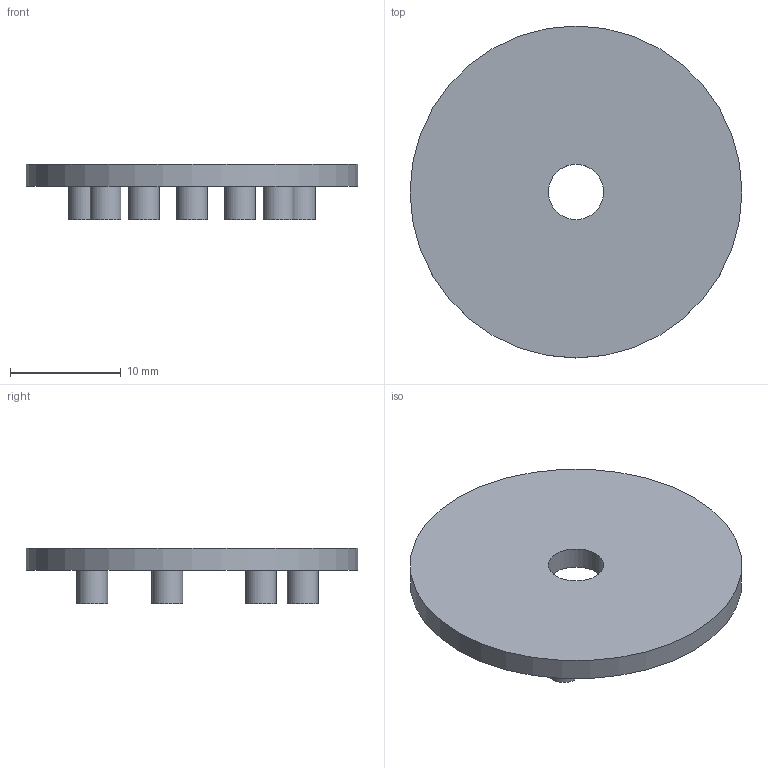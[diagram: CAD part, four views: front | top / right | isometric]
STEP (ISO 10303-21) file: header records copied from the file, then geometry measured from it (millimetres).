
FILE_DESCRIPTION(('FreeCAD Model'),'2;1');
FILE_NAME('Open CASCADE Shape Model','2022-01-06T13:08:04',('Author'),( ''),'Open CASCADE STEP processor 7.5','FreeCAD','Unknown');
FILE_SCHEMA(('AUTOMOTIVE_DESIGN { 1 0 10303 214 1 1 1 1 }'));
Length unit declared in the file: millimetre
Products named in the file (2): OutputShaft; Body004
Assembly tree (1 placements, depth 2):
  OutputShaft
    Body004
Bounding box: 30 x 30 x 5 mm (x, y, z)
Volume: 1503.8 mm3; surface area: 1779.1 mm2
Topology: 1 solids, 1 shells, 18 faces, 27 edges, 18 vertices
Faces by surface type: cylinder 9, plane 9
Full cylindrical faces by diameter (mm): 2.8 x7, 5 x1, 30 x1
Entity records: 825 total; most frequent: CARTESIAN_POINT 161, DIRECTION 132, ORIENTED_EDGE 54, PCURVE 54, DEFINITIONAL_REPRESENTATION 54, LINE 45, VECTOR 45, AXIS2_PLACEMENT_3D 38
